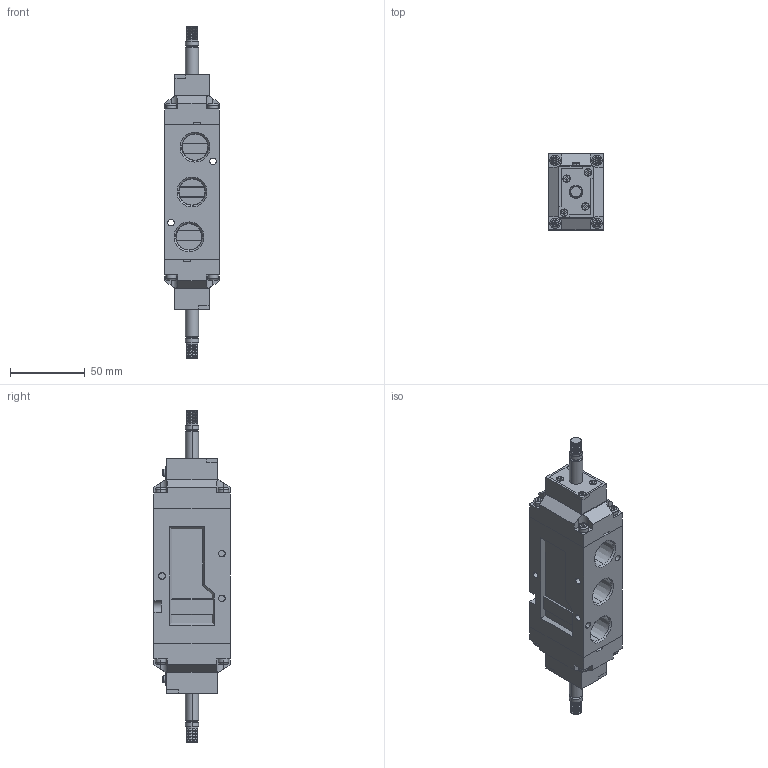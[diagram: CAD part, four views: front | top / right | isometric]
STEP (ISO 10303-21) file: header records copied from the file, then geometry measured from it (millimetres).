
FILE_DESCRIPTION (( 'STEP AP203' ), '1' );
FILE_NAME ('SF6200-IP.STEP', '2016-01-05T01:05:38', ( 'yrd8' ), ( '' ), 'SwSTEP 2.0', 'SolidWorks 2008', '' );
FILE_SCHEMA (( 'CONFIG_CONTROL_DESIGN' ));
Length unit declared in the file: millimetre
Products named in the file (4): SF6200-IP; SF6000 Body_ル遽; SF6000 Semi Pilot_ル遽; SF6000 Pilot_ル遽
Assembly tree (5 placements, depth 2):
  SF6200-IP
    SF6000 Pilot_ル遽  x2
    SF6000 Body_ル遽
    SF6000 Semi Pilot_ル遽  x2
Bounding box: 36.5 x 51 x 222 mm (x, y, z)
Volume: 222199.1 mm3; surface area: 51948.1 mm2
Topology: 5 solids, 5 shells, 664 faces, 1682 edges, 1082 vertices
Faces by surface type: plane 444, cone 110, cylinder 94, torus 16
Entity records: 11855 total; most frequent: CARTESIAN_POINT 2224, ORIENTED_EDGE 1918, DIRECTION 1873, EDGE_CURVE 959, LINE 651, VECTOR 651, VERTEX_POINT 618, AXIS2_PLACEMENT_3D 611
